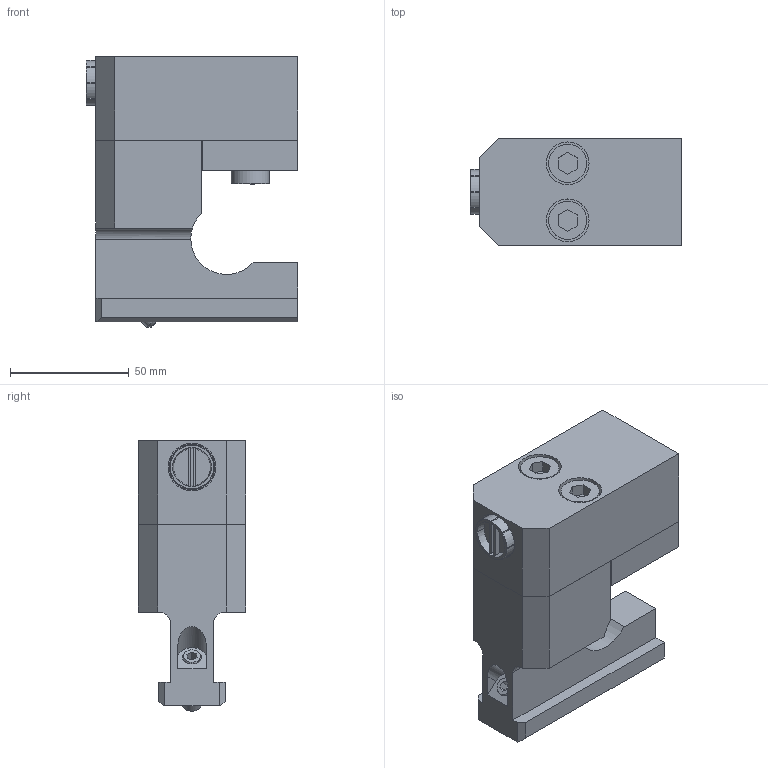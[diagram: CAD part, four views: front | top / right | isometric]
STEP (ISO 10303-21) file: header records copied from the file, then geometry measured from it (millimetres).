
FILE_DESCRIPTION(('STEP AP214'),'1');
FILE_NAME('38411108_HEE25_18_48.stp','2018-12-12T10:52:31',(' '),(' '),'Spatial InterOp 3D',' ',' ');
FILE_SCHEMA(('automotive_design'));
Length unit declared in the file: millimetre
Products named in the file (12): 1; 2; 3; 4; 5; 6; 7; 8; 9; 10; 11; 12
Bounding box: 89 x 45 x 113.67 mm (x, y, z)
Volume: 271554.5 mm3; surface area: 67745.4 mm2
Topology: 12 solids, 12 shells, 358 faces, 833 edges, 525 vertices
Faces by surface type: plane 163, cylinder 137, cone 38, sphere 18, torus 2
Entity records: 13984 total; most frequent: CARTESIAN_POINT 2550, DIRECTION 1855, ORIENTED_EDGE 1606, EDGE_CURVE 803, AXIS2_PLACEMENT_3D 726, VERTEX_POINT 525, EDGE_LOOP 430, LINE 403
